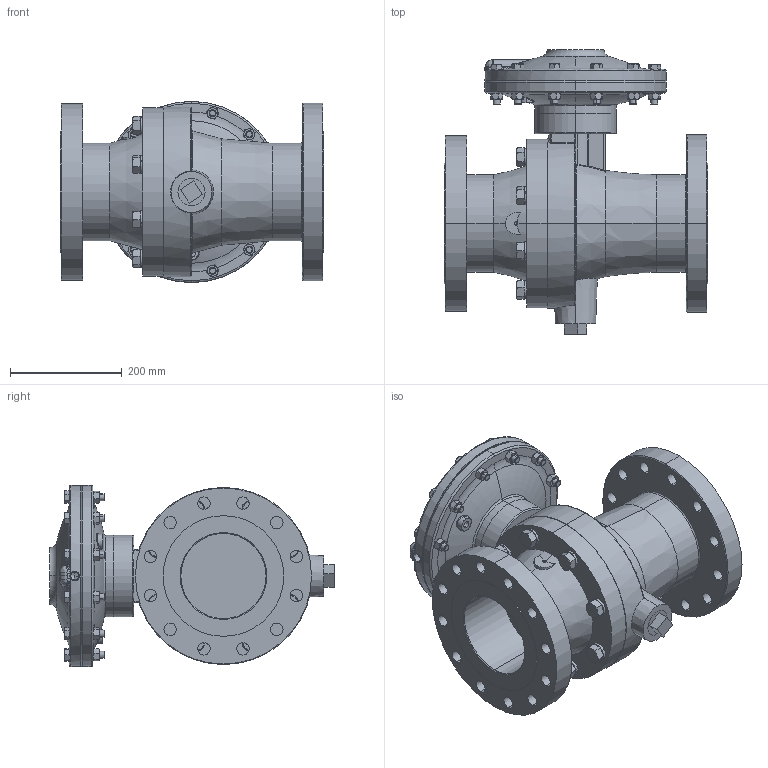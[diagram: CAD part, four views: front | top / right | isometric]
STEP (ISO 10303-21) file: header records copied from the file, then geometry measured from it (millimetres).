
FILE_DESCRIPTION (( 'STEP AP203' ), '1' );
FILE_NAME ('56-600-CS+S6-I3.step', '2017-10-04T15:20:40', ( '' ), ( '' ), 'SwSTEP 2.0', 'SolidWorks 2014', '' );
FILE_SCHEMA (( 'CONFIG_CONTROL_DESIGN' ));
Length unit declared in the file: inch
Products named in the file (1): 56-600-CS+S6-I3
Bounding box: 470.66 x 509.4 x 323.85 mm (x, y, z)
Volume: 21512087.9 mm3; surface area: 1222333.3 mm2
Topology: 1 solids, 1 shells, 1005 faces, 2419 edges, 1459 vertices
Faces by surface type: plane 433, cone 316, cylinder 162, torus 56, bspline 34, sphere 4
Entity records: 34672 total; most frequent: CARTESIAN_POINT 12148, ORIENTED_EDGE 4826, DIRECTION 4487, EDGE_CURVE 2413, AXIS2_PLACEMENT_3D 1852, VERTEX_POINT 1459, EDGE_LOOP 1118, FACE_OUTER_BOUND 1005
